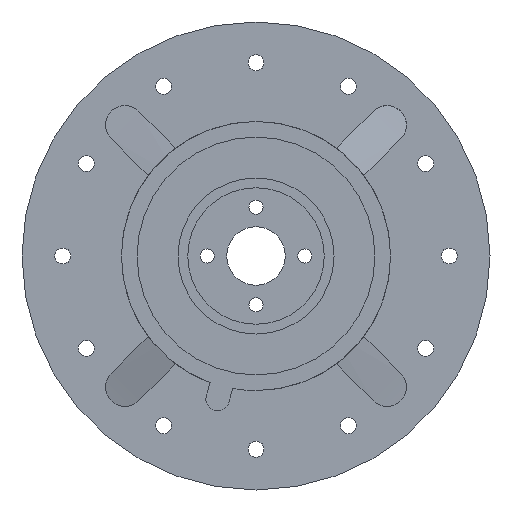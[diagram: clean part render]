
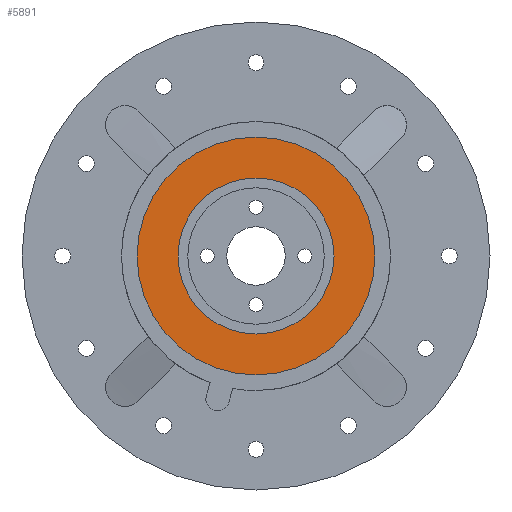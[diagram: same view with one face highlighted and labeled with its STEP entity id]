
A CAD part, front view. The second image highlights one B-rep face of the part: STEP entity #5891.
In plain terms, the highlighted planar face has unit normal (0, -1, 0).
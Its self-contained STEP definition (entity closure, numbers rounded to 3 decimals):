
#1495 = CYLINDRICAL_SURFACE('',#1496,20.);
#1496 = AXIS2_PLACEMENT_3D('',#1497,#1498,#1499);
#1497 = CARTESIAN_POINT('',(0.,-1.,0.));
#1498 = DIRECTION('',(-0.,1.,-0.));
#1499 = DIRECTION('',(0.,0.,1.));
#1515 = VERTEX_POINT('',#1516);
#1516 = CARTESIAN_POINT('',(0.,0.,-20.));
#1530 = CYLINDRICAL_SURFACE('',#1531,20.);
#1531 = AXIS2_PLACEMENT_3D('',#1532,#1533,#1534);
#1532 = CARTESIAN_POINT('',(0.,-1.,0.));
#1533 = DIRECTION('',(-0.,1.,-0.));
#1534 = DIRECTION('',(0.,0.,1.));
#1542 = EDGE_CURVE('',#1515,#1543,#1545,.T.);
#1543 = VERTEX_POINT('',#1544);
#1544 = CARTESIAN_POINT('',(0.,0.,20.));
#1545 = SURFACE_CURVE('',#1546,(#1551,#1558),.PCURVE_S1.);
#1546 = CIRCLE('',#1547,20.);
#1547 = AXIS2_PLACEMENT_3D('',#1548,#1549,#1550);
#1548 = CARTESIAN_POINT('',(0.,0.,0.));
#1549 = DIRECTION('',(0.,-1.,0.));
#1550 = DIRECTION('',(0.,0.,1.));
#1551 = PCURVE('',#1495,#1552);
#1552 = DEFINITIONAL_REPRESENTATION('',(#1553),#1557);
#1553 = LINE('',#1554,#1555);
#1554 = CARTESIAN_POINT('',(6.283,1.));
#1555 = VECTOR('',#1556,1.);
#1556 = DIRECTION('',(-1.,0.));
#1557 = ( GEOMETRIC_REPRESENTATION_CONTEXT(2) 
PARAMETRIC_REPRESENTATION_CONTEXT() REPRESENTATION_CONTEXT('2D SPACE',''
  ) );
#1558 = PCURVE('',#1559,#1564);
#1559 = PLANE('',#1560);
#1560 = AXIS2_PLACEMENT_3D('',#1561,#1562,#1563);
#1561 = CARTESIAN_POINT('',(0.,0.,0.));
#1562 = DIRECTION('',(0.,1.,0.));
#1563 = DIRECTION('',(0.,-0.,1.));
#1564 = DEFINITIONAL_REPRESENTATION('',(#1565),#1573);
#1565 = ( BOUNDED_CURVE() B_SPLINE_CURVE(2,(#1566,#1567,#1568,#1569,
#1570,#1571,#1572),.UNSPECIFIED.,.T.,.F.) B_SPLINE_CURVE_WITH_KNOTS((1,2
    ,2,2,2,1),(-2.094,0.,2.094,4.189,
6.283,8.378),.UNSPECIFIED.) CURVE() 
GEOMETRIC_REPRESENTATION_ITEM() RATIONAL_B_SPLINE_CURVE((1.,0.5,1.,0.5,
1.,0.5,1.)) REPRESENTATION_ITEM('') );
#1566 = CARTESIAN_POINT('',(20.,0.));
#1567 = CARTESIAN_POINT('',(20.,-34.641));
#1568 = CARTESIAN_POINT('',(-10.,-17.321));
#1569 = CARTESIAN_POINT('',(-40.,0.));
#1570 = CARTESIAN_POINT('',(-10.,17.321));
#1571 = CARTESIAN_POINT('',(20.,34.641));
#1572 = CARTESIAN_POINT('',(20.,0.));
#1573 = ( GEOMETRIC_REPRESENTATION_CONTEXT(2) 
PARAMETRIC_REPRESENTATION_CONTEXT() REPRESENTATION_CONTEXT('2D SPACE',''
  ) );
#1602 = VERTEX_POINT('',#1603);
#1603 = CARTESIAN_POINT('',(0.,0.,30.5));
#1610 = CYLINDRICAL_SURFACE('',#1611,30.5);
#1611 = AXIS2_PLACEMENT_3D('',#1612,#1613,#1614);
#1612 = CARTESIAN_POINT('',(0.,-12.5,0.));
#1613 = DIRECTION('',(-0.,1.,-0.));
#1614 = DIRECTION('',(0.,0.,1.));
#1622 = CYLINDRICAL_SURFACE('',#1623,30.5);
#1623 = AXIS2_PLACEMENT_3D('',#1624,#1625,#1626);
#1624 = CARTESIAN_POINT('',(0.,-12.5,0.));
#1625 = DIRECTION('',(-0.,1.,-0.));
#1626 = DIRECTION('',(0.,0.,1.));
#1634 = EDGE_CURVE('',#1602,#1635,#1637,.T.);
#1635 = VERTEX_POINT('',#1636);
#1636 = CARTESIAN_POINT('',(0.,0.,-30.5));
#1637 = SURFACE_CURVE('',#1638,(#1643,#1650),.PCURVE_S1.);
#1638 = CIRCLE('',#1639,30.5);
#1639 = AXIS2_PLACEMENT_3D('',#1640,#1641,#1642);
#1640 = CARTESIAN_POINT('',(0.,0.,0.));
#1641 = DIRECTION('',(0.,-1.,0.));
#1642 = DIRECTION('',(0.,0.,-1.));
#1643 = PCURVE('',#1610,#1644);
#1644 = DEFINITIONAL_REPRESENTATION('',(#1645),#1649);
#1645 = LINE('',#1646,#1647);
#1646 = CARTESIAN_POINT('',(9.425,12.5));
#1647 = VECTOR('',#1648,1.);
#1648 = DIRECTION('',(-1.,0.));
#1649 = ( GEOMETRIC_REPRESENTATION_CONTEXT(2) 
PARAMETRIC_REPRESENTATION_CONTEXT() REPRESENTATION_CONTEXT('2D SPACE',''
  ) );
#1650 = PCURVE('',#1559,#1651);
#1651 = DEFINITIONAL_REPRESENTATION('',(#1652),#1660);
#1652 = ( BOUNDED_CURVE() B_SPLINE_CURVE(2,(#1653,#1654,#1655,#1656,
#1657,#1658,#1659),.UNSPECIFIED.,.T.,.F.) B_SPLINE_CURVE_WITH_KNOTS((1,2
    ,2,2,2,1),(-2.094,0.,2.094,4.189,
6.283,8.378),.UNSPECIFIED.) CURVE() 
GEOMETRIC_REPRESENTATION_ITEM() RATIONAL_B_SPLINE_CURVE((1.,0.5,1.,0.5,
1.,0.5,1.)) REPRESENTATION_ITEM('') );
#1653 = CARTESIAN_POINT('',(-30.5,0.));
#1654 = CARTESIAN_POINT('',(-30.5,52.828));
#1655 = CARTESIAN_POINT('',(15.25,26.414));
#1656 = CARTESIAN_POINT('',(61.,0.));
#1657 = CARTESIAN_POINT('',(15.25,-26.414));
#1658 = CARTESIAN_POINT('',(-30.5,-52.828));
#1659 = CARTESIAN_POINT('',(-30.5,0.));
#1660 = ( GEOMETRIC_REPRESENTATION_CONTEXT(2) 
PARAMETRIC_REPRESENTATION_CONTEXT() REPRESENTATION_CONTEXT('2D SPACE',''
  ) );
#5863 = EDGE_CURVE('',#1635,#1602,#5864,.T.);
#5864 = SURFACE_CURVE('',#5865,(#5870,#5877),.PCURVE_S1.);
#5865 = CIRCLE('',#5866,30.5);
#5866 = AXIS2_PLACEMENT_3D('',#5867,#5868,#5869);
#5867 = CARTESIAN_POINT('',(0.,0.,0.));
#5868 = DIRECTION('',(0.,-1.,0.));
#5869 = DIRECTION('',(0.,0.,-1.));
#5870 = PCURVE('',#1622,#5871);
#5871 = DEFINITIONAL_REPRESENTATION('',(#5872),#5876);
#5872 = LINE('',#5873,#5874);
#5873 = CARTESIAN_POINT('',(3.142,12.5));
#5874 = VECTOR('',#5875,1.);
#5875 = DIRECTION('',(-1.,0.));
#5876 = ( GEOMETRIC_REPRESENTATION_CONTEXT(2) 
PARAMETRIC_REPRESENTATION_CONTEXT() REPRESENTATION_CONTEXT('2D SPACE',''
  ) );
#5877 = PCURVE('',#1559,#5878);
#5878 = DEFINITIONAL_REPRESENTATION('',(#5879),#5887);
#5879 = ( BOUNDED_CURVE() B_SPLINE_CURVE(2,(#5880,#5881,#5882,#5883,
#5884,#5885,#5886),.UNSPECIFIED.,.T.,.F.) B_SPLINE_CURVE_WITH_KNOTS((1,2
    ,2,2,2,1),(-2.094,0.,2.094,4.189,
6.283,8.378),.UNSPECIFIED.) CURVE() 
GEOMETRIC_REPRESENTATION_ITEM() RATIONAL_B_SPLINE_CURVE((1.,0.5,1.,0.5,
1.,0.5,1.)) REPRESENTATION_ITEM('') );
#5880 = CARTESIAN_POINT('',(-30.5,0.));
#5881 = CARTESIAN_POINT('',(-30.5,52.828));
#5882 = CARTESIAN_POINT('',(15.25,26.414));
#5883 = CARTESIAN_POINT('',(61.,0.));
#5884 = CARTESIAN_POINT('',(15.25,-26.414));
#5885 = CARTESIAN_POINT('',(-30.5,-52.828));
#5886 = CARTESIAN_POINT('',(-30.5,0.));
#5887 = ( GEOMETRIC_REPRESENTATION_CONTEXT(2) 
PARAMETRIC_REPRESENTATION_CONTEXT() REPRESENTATION_CONTEXT('2D SPACE',''
  ) );
#5891 = ADVANCED_FACE('',(#5892,#5921),#1559,.F.);
#5892 = FACE_BOUND('',#5893,.T.);
#5893 = EDGE_LOOP('',(#5894,#5920));
#5894 = ORIENTED_EDGE('',*,*,#5895,.F.);
#5895 = EDGE_CURVE('',#1543,#1515,#5896,.T.);
#5896 = SURFACE_CURVE('',#5897,(#5902,#5913),.PCURVE_S1.);
#5897 = CIRCLE('',#5898,20.);
#5898 = AXIS2_PLACEMENT_3D('',#5899,#5900,#5901);
#5899 = CARTESIAN_POINT('',(0.,0.,0.));
#5900 = DIRECTION('',(0.,-1.,0.));
#5901 = DIRECTION('',(0.,0.,1.));
#5902 = PCURVE('',#1559,#5903);
#5903 = DEFINITIONAL_REPRESENTATION('',(#5904),#5912);
#5904 = ( BOUNDED_CURVE() B_SPLINE_CURVE(2,(#5905,#5906,#5907,#5908,
#5909,#5910,#5911),.UNSPECIFIED.,.T.,.F.) B_SPLINE_CURVE_WITH_KNOTS((1,2
    ,2,2,2,1),(-2.094,0.,2.094,4.189,
6.283,8.378),.UNSPECIFIED.) CURVE() 
GEOMETRIC_REPRESENTATION_ITEM() RATIONAL_B_SPLINE_CURVE((1.,0.5,1.,0.5,
1.,0.5,1.)) REPRESENTATION_ITEM('') );
#5905 = CARTESIAN_POINT('',(20.,0.));
#5906 = CARTESIAN_POINT('',(20.,-34.641));
#5907 = CARTESIAN_POINT('',(-10.,-17.321));
#5908 = CARTESIAN_POINT('',(-40.,0.));
#5909 = CARTESIAN_POINT('',(-10.,17.321));
#5910 = CARTESIAN_POINT('',(20.,34.641));
#5911 = CARTESIAN_POINT('',(20.,0.));
#5912 = ( GEOMETRIC_REPRESENTATION_CONTEXT(2) 
PARAMETRIC_REPRESENTATION_CONTEXT() REPRESENTATION_CONTEXT('2D SPACE',''
  ) );
#5913 = PCURVE('',#1530,#5914);
#5914 = DEFINITIONAL_REPRESENTATION('',(#5915),#5919);
#5915 = LINE('',#5916,#5917);
#5916 = CARTESIAN_POINT('',(6.283,1.));
#5917 = VECTOR('',#5918,1.);
#5918 = DIRECTION('',(-1.,0.));
#5919 = ( GEOMETRIC_REPRESENTATION_CONTEXT(2) 
PARAMETRIC_REPRESENTATION_CONTEXT() REPRESENTATION_CONTEXT('2D SPACE',''
  ) );
#5920 = ORIENTED_EDGE('',*,*,#1542,.F.);
#5921 = FACE_BOUND('',#5922,.T.);
#5922 = EDGE_LOOP('',(#5923,#5924));
#5923 = ORIENTED_EDGE('',*,*,#1634,.T.);
#5924 = ORIENTED_EDGE('',*,*,#5863,.T.);
